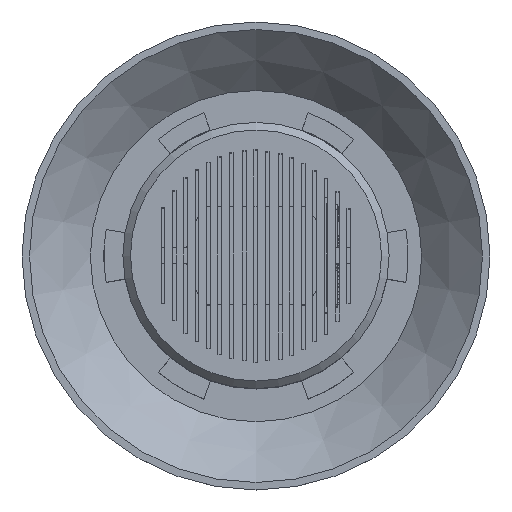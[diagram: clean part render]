
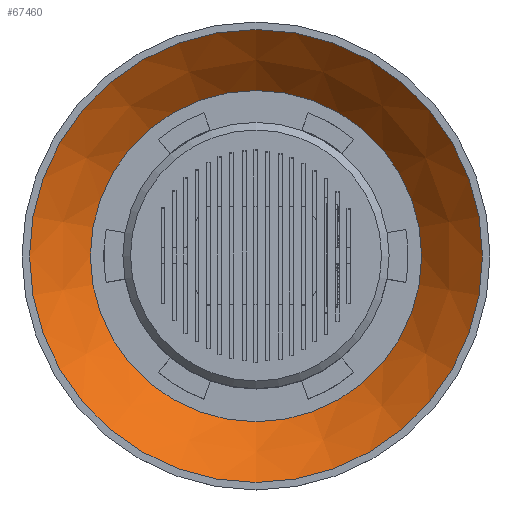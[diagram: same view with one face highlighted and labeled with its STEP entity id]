
A CAD part, top view. The second image highlights one B-rep face of the part: STEP entity #67460.
In plain terms, the highlighted conical face has half-angle 45 degrees and reference radius 51.553 mm.
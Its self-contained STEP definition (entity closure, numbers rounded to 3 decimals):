
#14=CONICAL_SURFACE('',#73338,51.552,0.785);
#9335=FACE_OUTER_BOUND('',#13396,.T.);
#13396=EDGE_LOOP('',(#60625,#60626,#60627,#60628));
#19847=LINE('',#113538,#26606);
#26606=VECTOR('',#89776,51.552);
#29236=CIRCLE('',#73337,59.553);
#29237=CIRCLE('',#73339,43.552);
#34590=VERTEX_POINT('',#113533);
#34591=VERTEX_POINT('',#113536);
#43420=EDGE_CURVE('',#34590,#34590,#29236,.T.);
#43421=EDGE_CURVE('',#34591,#34591,#29237,.T.);
#43422=EDGE_CURVE('',#34591,#34590,#19847,.T.);
#60625=ORIENTED_EDGE('',*,*,#43421,.T.);
#60626=ORIENTED_EDGE('',*,*,#43422,.T.);
#60627=ORIENTED_EDGE('',*,*,#43420,.F.);
#60628=ORIENTED_EDGE('',*,*,#43422,.F.);
#67460=ADVANCED_FACE('',(#9335),#14,.F.);
#73337=AXIS2_PLACEMENT_3D('',#113534,#89770,#89771);
#73338=AXIS2_PLACEMENT_3D('',#113535,#89772,#89773);
#73339=AXIS2_PLACEMENT_3D('',#113537,#89774,#89775);
#89770=DIRECTION('center_axis',(0.,0.,1.));
#89771=DIRECTION('ref_axis',(1.,0.,0.));
#89772=DIRECTION('center_axis',(0.,0.,-1.));
#89773=DIRECTION('ref_axis',(0.,-1.,0.));
#89774=DIRECTION('center_axis',(0.,0.,1.));
#89775=DIRECTION('ref_axis',(1.,0.,0.));
#89776=DIRECTION('',(0.,0.707,-0.707));
#113533=CARTESIAN_POINT('',(0.,59.553,-3.5));
#113534=CARTESIAN_POINT('Origin',(0.,0.,-3.5));
#113535=CARTESIAN_POINT('Origin',(0.,0.,4.5));
#113536=CARTESIAN_POINT('',(0.,43.552,12.5));
#113537=CARTESIAN_POINT('Origin',(0.,0.,12.5));
#113538=CARTESIAN_POINT('',(0.,51.552,4.5));
